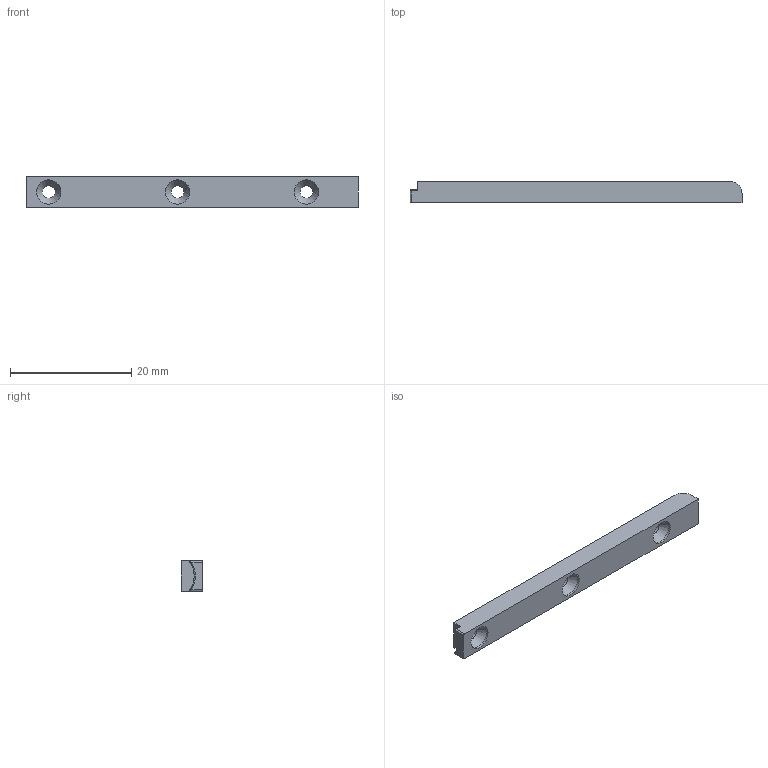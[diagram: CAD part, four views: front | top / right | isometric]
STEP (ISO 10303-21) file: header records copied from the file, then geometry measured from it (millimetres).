
FILE_DESCRIPTION(('HOOPS Exchange Step'),'2;1');
FILE_NAME('temp_export','2022-10-02T13:09:22+01:00',('mobile'),('Shapr3D Limited'),'HOOPS Exchange 2022.1','Shapr3D','Authorized');
FILE_SCHEMA( ('AP203_CONFIGURATION_CONTROLLED_3D_DESIGN_OF_MECHANICAL_PARTS_AND_ASSEMBLIES_MIM_LF') );
Length unit declared in the file: millimetre
Products named in the file (2): Aquila BCG v1000; root
Assembly tree (1 placements, depth 2):
  root
    Aquila BCG v1000
Bounding box: 54.7 x 3.5 x 5 mm (x, y, z)
Volume: 879.3 mm3; surface area: 1003.1 mm2
Topology: 1 solids, 1 shells, 25 faces, 65 edges, 40 vertices
Faces by surface type: cylinder 12, plane 7, cone 3, sphere 2, torus 1
Full cylindrical faces by diameter (mm): 2.1 x3, 4 x3
Entity records: 827 total; most frequent: DIRECTION 150, CARTESIAN_POINT 130, ORIENTED_EDGE 126, EDGE_CURVE 63, AXIS2_PLACEMENT_3D 60, VERTEX_POINT 40, CIRCLE 33, EDGE_LOOP 31
